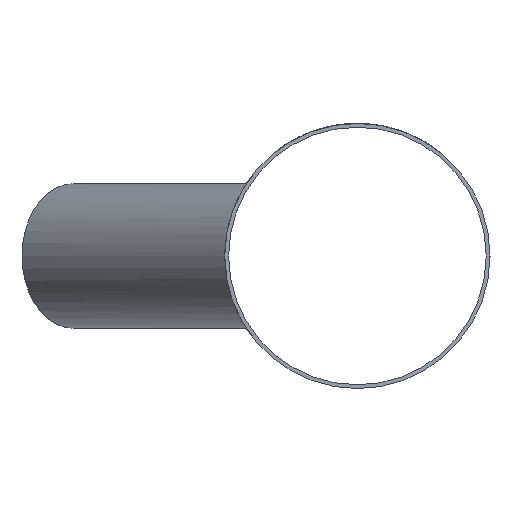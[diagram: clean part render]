
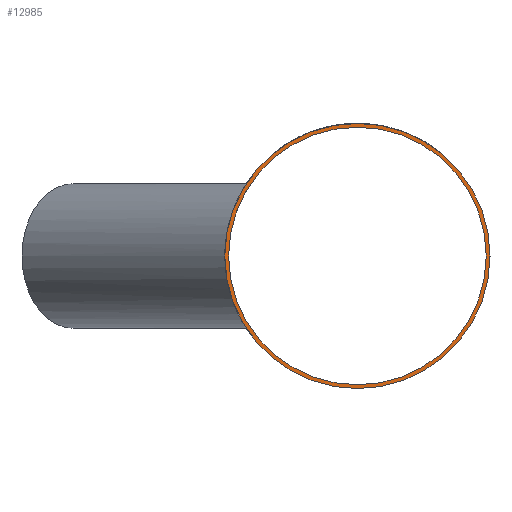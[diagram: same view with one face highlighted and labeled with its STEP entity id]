
A CAD part, left-side view. The second image highlights one B-rep face of the part: STEP entity #12985.
In plain terms, the highlighted planar face has unit normal (-1, 0, 0).
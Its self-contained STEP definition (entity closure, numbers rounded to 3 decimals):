
#758 = VERTEX_POINT ( 'NONE', #25847 ) ;
#1007 = DIRECTION ( 'NONE',  ( -1., 0., 0. ) ) ;
#1694 = FACE_BOUND ( 'NONE', #26052, .T. ) ;
#2326 = ORIENTED_EDGE ( 'NONE', *, *, #14189, .F. ) ;
#3285 = CARTESIAN_POINT ( 'NONE',  ( -129., 0., 0. ) ) ;
#3500 = DIRECTION ( 'NONE',  ( -1., 0., 0. ) ) ;
#4157 = AXIS2_PLACEMENT_3D ( 'NONE', #13345, #1007, #30679 ) ;
#7713 = AXIS2_PLACEMENT_3D ( 'NONE', #3285, #3500, #13226 ) ;
#11020 = CARTESIAN_POINT ( 'NONE',  ( -129., 0., 67.85 ) ) ;
#11247 = CIRCLE ( 'NONE', #4157, 69.85 ) ;
#12985 = ADVANCED_FACE ( 'NONE', ( #1694, #21060 ), #25778, .T. ) ;
#13226 = DIRECTION ( 'NONE',  ( 0., 0., 1. ) ) ;
#13345 = CARTESIAN_POINT ( 'NONE',  ( -129., 0., 0. ) ) ;
#14189 = EDGE_CURVE ( 'NONE', #31380, #31380, #31111, .T. ) ;
#16212 = DIRECTION ( 'NONE',  ( -1., 0., 0. ) ) ;
#16440 = EDGE_CURVE ( 'NONE', #758, #758, #11247, .T. ) ;
#19736 = AXIS2_PLACEMENT_3D ( 'NONE', #30880, #16212, #25892 ) ;
#20417 = ORIENTED_EDGE ( 'NONE', *, *, #16440, .T. ) ;
#21060 = FACE_OUTER_BOUND ( 'NONE', #29551, .T. ) ;
#25778 = PLANE ( 'NONE',  #7713 ) ;
#25847 = CARTESIAN_POINT ( 'NONE',  ( -129., 0., 69.85 ) ) ;
#25892 = DIRECTION ( 'NONE',  ( 0., 0., 1. ) ) ;
#26052 = EDGE_LOOP ( 'NONE', ( #2326 ) ) ;
#29551 = EDGE_LOOP ( 'NONE', ( #20417 ) ) ;
#30679 = DIRECTION ( 'NONE',  ( 0., 0., 1. ) ) ;
#30880 = CARTESIAN_POINT ( 'NONE',  ( -129., 0., 0. ) ) ;
#31111 = CIRCLE ( 'NONE', #19736, 67.85 ) ;
#31380 = VERTEX_POINT ( 'NONE', #11020 ) ;
